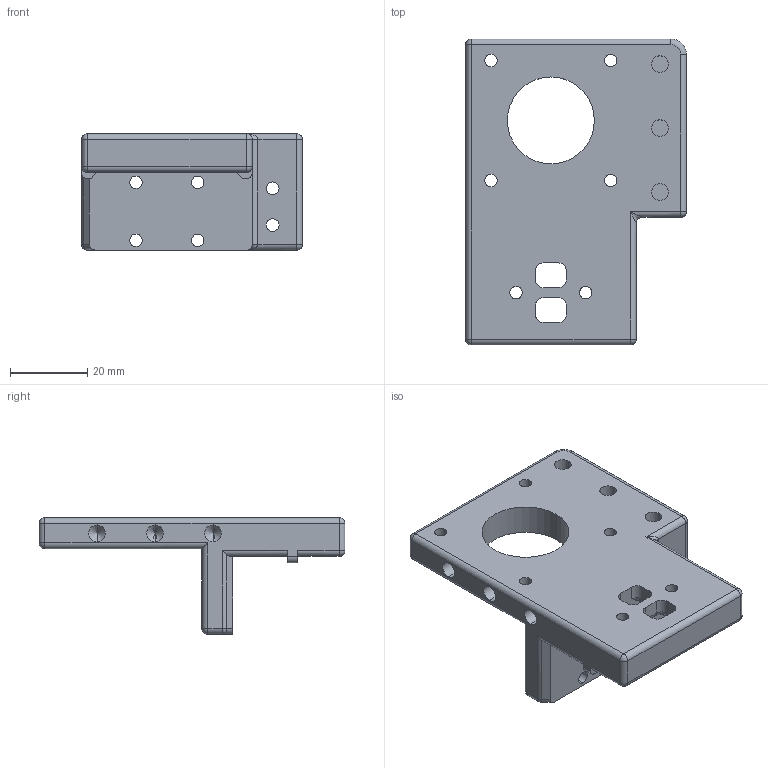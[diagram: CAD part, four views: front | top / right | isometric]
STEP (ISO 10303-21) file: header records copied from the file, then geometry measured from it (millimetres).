
FILE_DESCRIPTION (( 'STEP AP214' ), '1' );
FILE_NAME ('toolHeadCarriage.STEP', '2025-03-10T06:33:49', ( '' ), ( '' ), 'SwSTEP 2.0', 'SolidWorks 2024', '' );
FILE_SCHEMA (( 'AUTOMOTIVE_DESIGN' ));
Length unit declared in the file: millimetre
Products named in the file (1): toolHeadCarriage
Bounding box: 57.1 x 79.1 x 30.1 mm (x, y, z)
Volume: 36794.7 mm3; surface area: 14119.4 mm2
Topology: 1 solids, 1 shells, 225 faces, 605 edges, 364 vertices
Faces by surface type: cylinder 93, plane 83, sphere 15, cone 14, torus 10, bspline 10
Entity records: 9756 total; most frequent: CARTESIAN_POINT 1632, DIRECTION 1201, ORIENTED_EDGE 1174, EDGE_CURVE 587, AXIS2_PLACEMENT_3D 433, VERTEX_POINT 364, VECTOR 335, LINE 335
